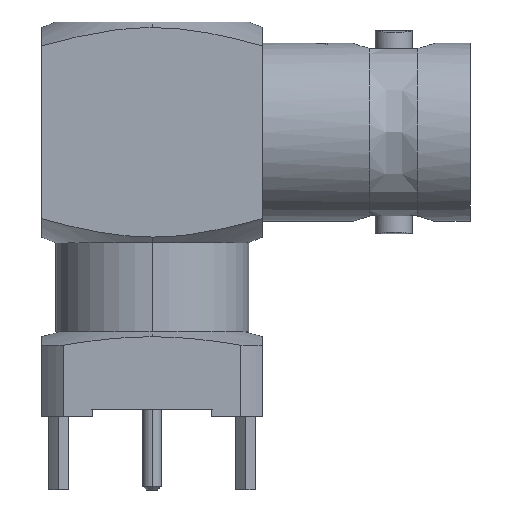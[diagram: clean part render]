
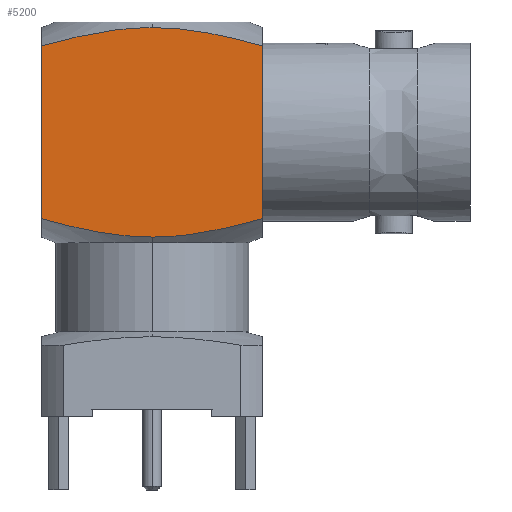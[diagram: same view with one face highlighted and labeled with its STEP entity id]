
A CAD part, left-side view. The second image highlights one B-rep face of the part: STEP entity #5200.
In plain terms, the highlighted planar face has unit normal (-1, 0, 0).
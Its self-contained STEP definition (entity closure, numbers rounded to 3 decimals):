
#5134 = EDGE_LOOP ( 'NONE', ( #5340, #5187, #5188, #5195, #5186, #5193 ) ) ;
#5186 = ORIENTED_EDGE ( 'NONE', *, *, #5355, .T. ) ;
#5187 = ORIENTED_EDGE ( 'NONE', *, *, #7970, .T. ) ;
#5188 = ORIENTED_EDGE ( 'NONE', *, *, #5303, .T. ) ;
#5193 = ORIENTED_EDGE ( 'NONE', *, *, #5336, .T. ) ;
#5195 = ORIENTED_EDGE ( 'NONE', *, *, #7997, .T. ) ;
#5196 = EDGE_CURVE ( 'NONE', #5339, #7910, #8197, .T. ) ;
#5200 = ADVANCED_FACE ( 'NONE', ( #8207 ), #8195, .T. ) ;
#5303 = EDGE_CURVE ( 'NONE', #8050, #8034, #8620, .T. ) ;
#5336 = EDGE_CURVE ( 'NONE', #5357, #5339, #8679, .T. ) ;
#5339 = VERTEX_POINT ( 'NONE', #8656 ) ;
#5340 = ORIENTED_EDGE ( 'NONE', *, *, #5196, .T. ) ;
#5355 = EDGE_CURVE ( 'NONE', #7917, #5357, #8702, .T. ) ;
#5357 = VERTEX_POINT ( 'NONE', #8651 ) ;
#7910 = VERTEX_POINT ( 'NONE', #9406 ) ;
#7917 = VERTEX_POINT ( 'NONE', #9468 ) ;
#7970 = EDGE_CURVE ( 'NONE', #7910, #8050, #9331, .T. ) ;
#7997 = EDGE_CURVE ( 'NONE', #8034, #7917, #9662, .T. ) ;
#8034 = VERTEX_POINT ( 'NONE', #9809 ) ;
#8050 = VERTEX_POINT ( 'NONE', #9840 ) ;
#8194 = CARTESIAN_POINT ( 'NONE',  ( -6., -6., -1.307 ) ) ;
#8195 = PLANE ( 'NONE',  #8211 ) ;
#8197 = B_SPLINE_CURVE_WITH_KNOTS ( 'NONE', 3,
 ( #8194, #8261, #8259, #8258, #8257, #8256 ),
 .UNSPECIFIED., .F., .F.,
 ( 4, 2, 4 ),
 ( 0., 0.003, 0.006 ),
 .UNSPECIFIED. ) ;
#8207 = FACE_OUTER_BOUND ( 'NONE', #5134, .T. ) ;
#8211 = AXIS2_PLACEMENT_3D ( 'NONE', #8239, #8237, #8235 ) ;
#8235 = DIRECTION ( 'NONE',  ( 0., 0., 1. ) ) ;
#8237 = DIRECTION ( 'NONE',  ( -1., 0., 0. ) ) ;
#8239 = CARTESIAN_POINT ( 'NONE',  ( -6., -6., -12. ) ) ;
#8256 = CARTESIAN_POINT ( 'NONE',  ( -6., 0., -0.303 ) ) ;
#8257 = CARTESIAN_POINT ( 'NONE',  ( -6., -1.028, -0.303 ) ) ;
#8258 = CARTESIAN_POINT ( 'NONE',  ( -6., -2.038, -0.414 ) ) ;
#8259 = CARTESIAN_POINT ( 'NONE',  ( -6., -4.033, -0.777 ) ) ;
#8261 = CARTESIAN_POINT ( 'NONE',  ( -6., -5.019, -1.027 ) ) ;
#8617 = DIRECTION ( 'NONE',  ( 0., 0., -1. ) ) ;
#8618 = VECTOR ( 'NONE', #8617, 1000. ) ;
#8619 = CARTESIAN_POINT ( 'NONE',  ( -6., 6., -12. ) ) ;
#8620 = LINE ( 'NONE', #8619, #8618 ) ;
#8651 = CARTESIAN_POINT ( 'NONE',  ( -6., -6., -10.693 ) ) ;
#8656 = CARTESIAN_POINT ( 'NONE',  ( -6., -6., -1.307 ) ) ;
#8676 = DIRECTION ( 'NONE',  ( 0., 0., 1. ) ) ;
#8677 = VECTOR ( 'NONE', #8676, 1000. ) ;
#8678 = CARTESIAN_POINT ( 'NONE',  ( -6., -6., -12. ) ) ;
#8679 = LINE ( 'NONE', #8678, #8677 ) ;
#8694 = CARTESIAN_POINT ( 'NONE',  ( -6., -6., -10.693 ) ) ;
#8695 = CARTESIAN_POINT ( 'NONE',  ( -6., -5.019, -10.973 ) ) ;
#8696 = CARTESIAN_POINT ( 'NONE',  ( -6., -4.033, -11.223 ) ) ;
#8697 = CARTESIAN_POINT ( 'NONE',  ( -6., -2.038, -11.586 ) ) ;
#8698 = CARTESIAN_POINT ( 'NONE',  ( -6., -1.028, -11.697 ) ) ;
#8699 = CARTESIAN_POINT ( 'NONE',  ( -6., 0., -11.697 ) ) ;
#8702 = B_SPLINE_CURVE_WITH_KNOTS ( 'NONE', 3,
 ( #8699, #8698, #8697, #8696, #8695, #8694 ),
 .UNSPECIFIED., .F., .F.,
 ( 4, 2, 4 ),
 ( 0.006, 0.009, 0.012 ),
 .UNSPECIFIED. ) ;
#9041 = CARTESIAN_POINT ( 'NONE',  ( -6., 5.019, -1.027 ) ) ;
#9045 = CARTESIAN_POINT ( 'NONE',  ( -6., 6., -1.307 ) ) ;
#9269 = CARTESIAN_POINT ( 'NONE',  ( -6., 2.038, -0.414 ) ) ;
#9270 = CARTESIAN_POINT ( 'NONE',  ( -6., 1.028, -0.303 ) ) ;
#9308 = CARTESIAN_POINT ( 'NONE',  ( -6., 0., -0.303 ) ) ;
#9314 = CARTESIAN_POINT ( 'NONE',  ( -6., 4.033, -0.777 ) ) ;
#9331 = B_SPLINE_CURVE_WITH_KNOTS ( 'NONE', 3,
 ( #9308, #9270, #9269, #9314, #9041, #9045 ),
 .UNSPECIFIED., .F., .F.,
 ( 4, 2, 4 ),
 ( 0.006, 0.009, 0.012 ),
 .UNSPECIFIED. ) ;
#9406 = CARTESIAN_POINT ( 'NONE',  ( -6., 0., -0.303 ) ) ;
#9468 = CARTESIAN_POINT ( 'NONE',  ( -6., 0., -11.697 ) ) ;
#9662 = B_SPLINE_CURVE_WITH_KNOTS ( 'NONE', 3,
 ( #9698, #9697, #9696, #9695, #9694, #9693 ),
 .UNSPECIFIED., .F., .F.,
 ( 4, 2, 4 ),
 ( 0., 0.003, 0.006 ),
 .UNSPECIFIED. ) ;
#9693 = CARTESIAN_POINT ( 'NONE',  ( -6., 0., -11.697 ) ) ;
#9694 = CARTESIAN_POINT ( 'NONE',  ( -6., 1.028, -11.697 ) ) ;
#9695 = CARTESIAN_POINT ( 'NONE',  ( -6., 2.038, -11.586 ) ) ;
#9696 = CARTESIAN_POINT ( 'NONE',  ( -6., 4.033, -11.223 ) ) ;
#9697 = CARTESIAN_POINT ( 'NONE',  ( -6., 5.019, -10.973 ) ) ;
#9698 = CARTESIAN_POINT ( 'NONE',  ( -6., 6., -10.693 ) ) ;
#9809 = CARTESIAN_POINT ( 'NONE',  ( -6., 6., -10.693 ) ) ;
#9840 = CARTESIAN_POINT ( 'NONE',  ( -6., 6., -1.307 ) ) ;
